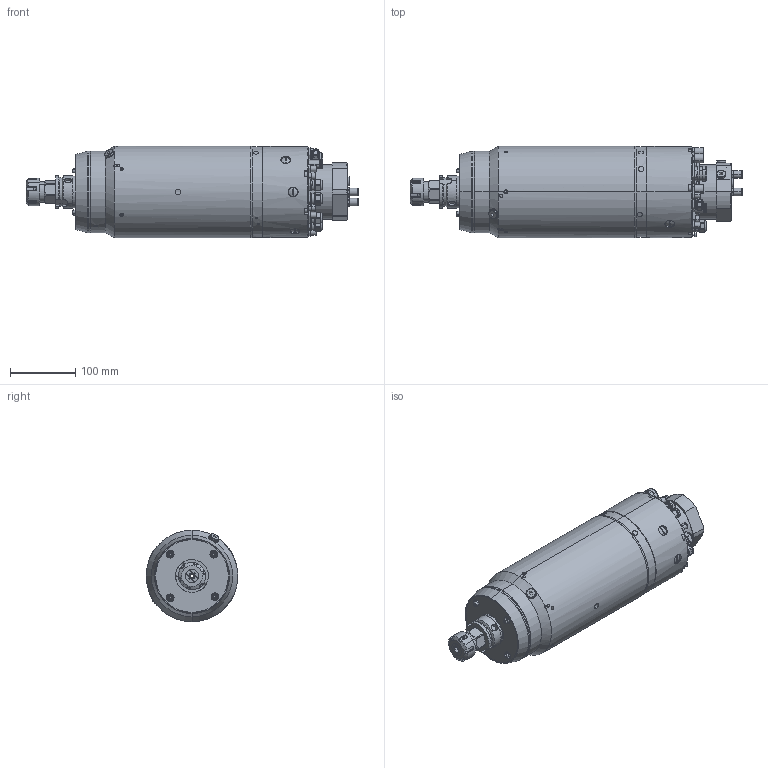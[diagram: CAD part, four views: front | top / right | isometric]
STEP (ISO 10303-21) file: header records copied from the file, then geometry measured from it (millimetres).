
FILE_DESCRIPTION (( 'STEP AP203' ), '1' );
FILE_NAME ('140AI30HK-00-.STEP', '2012-08-23T12:54:32', ( 'FM10CAD1' ), ( 'IBAG Switzerland AG' ), 'SwSTEP 2.0', 'SolidWorks 2010', '' );
FILE_SCHEMA (( 'CONFIG_CONTROL_DESIGN' ));
Length unit declared in the file: millimetre
Products named in the file (1): 140AI30HK-00-
Bounding box: 506.94 x 140 x 140 mm (x, y, z)
Surface area: 300938.3 mm2 (no closed solid volume)
Topology: 0 solids, 150 shells, 1500 faces, 4524 edges, 3166 vertices
Faces by surface type: plane 616, cylinder 590, cone 149, torus 117, sphere 16, bspline 12
Entity records: 54770 total; most frequent: CARTESIAN_POINT 13376, DIRECTION 9297, ORIENTED_EDGE 7351, EDGE_CURVE 4466, AXIS2_PLACEMENT_3D 3609, VERTEX_POINT 3154, CIRCLE 2120, LINE 2079
